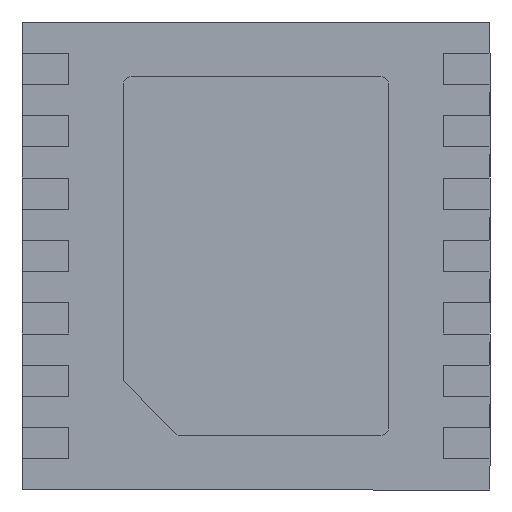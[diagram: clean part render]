
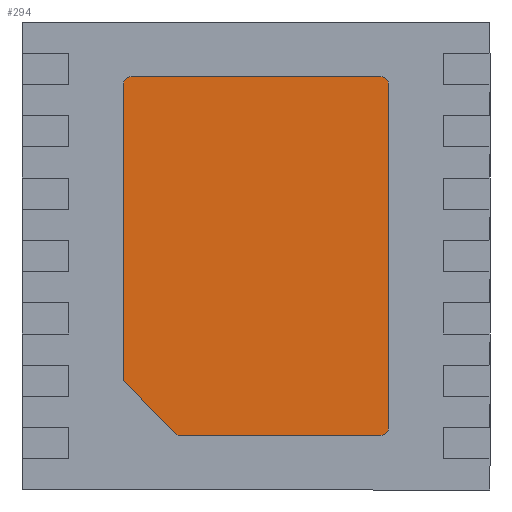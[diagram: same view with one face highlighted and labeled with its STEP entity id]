
A CAD part, front view. The second image highlights one B-rep face of the part: STEP entity #294.
In plain terms, the highlighted planar face has unit normal (0, -1, 0).
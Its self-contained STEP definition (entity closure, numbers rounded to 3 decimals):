
#94 = EDGE_CURVE ( 'NONE', #3481, #4448, #1001, .T. ) ;
#176 = CARTESIAN_POINT ( 'NONE',  ( 0.8, 0., -1.15 ) ) ;
#226 = CARTESIAN_POINT ( 'NONE',  ( 0., 0., 0. ) ) ;
#232 = LINE ( 'NONE', #2015, #1894 ) ;
#294 = ADVANCED_FACE ( 'NONE', ( #2910 ), #4087, .T. ) ;
#450 = ORIENTED_EDGE ( 'NONE', *, *, #94, .T. ) ;
#562 = AXIS2_PLACEMENT_3D ( 'NONE', #5073, #3640, #4040 ) ;
#616 = DIRECTION ( 'NONE',  ( 0., -1., 0. ) ) ;
#653 = CARTESIAN_POINT ( 'NONE',  ( 0.8, 0., 1.15 ) ) ;
#689 = ORIENTED_EDGE ( 'NONE', *, *, #4583, .T. ) ;
#917 = AXIS2_PLACEMENT_3D ( 'NONE', #4285, #4468, #4655 ) ;
#965 = DIRECTION ( 'NONE',  ( 0., 0., -1. ) ) ;
#1001 = LINE ( 'NONE', #2606, #2692 ) ;
#1009 = LINE ( 'NONE', #1089, #1017 ) ;
#1017 = VECTOR ( 'NONE', #2166, 1000. ) ;
#1037 = AXIS2_PLACEMENT_3D ( 'NONE', #2774, #5069, #3147 ) ;
#1089 = CARTESIAN_POINT ( 'NONE',  ( -0.825, 0., -0.825 ) ) ;
#1144 = CIRCLE ( 'NONE', #917, 0.05 ) ;
#1204 = CIRCLE ( 'NONE', #1037, 0.05 ) ;
#1225 = DIRECTION ( 'NONE',  ( 0., 0., -1. ) ) ;
#1380 = VERTEX_POINT ( 'NONE', #3797 ) ;
#1432 = ORIENTED_EDGE ( 'NONE', *, *, #2516, .T. ) ;
#1478 = EDGE_CURVE ( 'NONE', #4229, #2539, #3685, .T. ) ;
#1544 = LINE ( 'NONE', #3372, #5066 ) ;
#1894 = VECTOR ( 'NONE', #1225, 1000. ) ;
#1996 = VECTOR ( 'NONE', #2569, 1000. ) ;
#2015 = CARTESIAN_POINT ( 'NONE',  ( -0.85, 0., 1.15 ) ) ;
#2166 = DIRECTION ( 'NONE',  ( 0.707, 0., -0.707 ) ) ;
#2264 = DIRECTION ( 'NONE',  ( 0., 0., 1. ) ) ;
#2477 = ORIENTED_EDGE ( 'NONE', *, *, #4036, .T. ) ;
#2516 = EDGE_CURVE ( 'NONE', #3989, #1380, #1544, .T. ) ;
#2539 = VERTEX_POINT ( 'NONE', #176 ) ;
#2569 = DIRECTION ( 'NONE',  ( 1., 0., 0. ) ) ;
#2606 = CARTESIAN_POINT ( 'NONE',  ( 0.85, 0., 1.15 ) ) ;
#2692 = VECTOR ( 'NONE', #2264, 1000. ) ;
#2756 = CARTESIAN_POINT ( 'NONE',  ( -0.85, 0., 1.1 ) ) ;
#2774 = CARTESIAN_POINT ( 'NONE',  ( -0.8, 0., 1.1 ) ) ;
#2910 = FACE_OUTER_BOUND ( 'NONE', #4308, .T. ) ;
#2940 = EDGE_CURVE ( 'NONE', #4186, #3869, #232, .T. ) ;
#3147 = DIRECTION ( 'NONE',  ( 0., 0., -1. ) ) ;
#3149 = ORIENTED_EDGE ( 'NONE', *, *, #1478, .T. ) ;
#3215 = CARTESIAN_POINT ( 'NONE',  ( 0.85, 0., 1.1 ) ) ;
#3273 = ORIENTED_EDGE ( 'NONE', *, *, #2940, .T. ) ;
#3295 = EDGE_CURVE ( 'NONE', #4448, #3989, #3875, .T. ) ;
#3372 = CARTESIAN_POINT ( 'NONE',  ( 0.85, 0., 1.15 ) ) ;
#3481 = VERTEX_POINT ( 'NONE', #3682 ) ;
#3523 = CARTESIAN_POINT ( 'NONE',  ( -0.5, 0., -1.15 ) ) ;
#3640 = DIRECTION ( 'NONE',  ( 0., -1., 0. ) ) ;
#3644 = CARTESIAN_POINT ( 'NONE',  ( -0.85, 0., -0.8 ) ) ;
#3682 = CARTESIAN_POINT ( 'NONE',  ( 0.85, 0., -1.1 ) ) ;
#3685 = LINE ( 'NONE', #4873, #1996 ) ;
#3722 = DIRECTION ( 'NONE',  ( -1., 0., 0. ) ) ;
#3797 = CARTESIAN_POINT ( 'NONE',  ( -0.8, 0., 1.15 ) ) ;
#3869 = VERTEX_POINT ( 'NONE', #3644 ) ;
#3875 = CIRCLE ( 'NONE', #562, 0.05 ) ;
#3989 = VERTEX_POINT ( 'NONE', #653 ) ;
#4036 = EDGE_CURVE ( 'NONE', #3869, #4229, #1009, .T. ) ;
#4040 = DIRECTION ( 'NONE',  ( 0., 0., -1. ) ) ;
#4087 = PLANE ( 'NONE',  #4701 ) ;
#4186 = VERTEX_POINT ( 'NONE', #2756 ) ;
#4223 = ORIENTED_EDGE ( 'NONE', *, *, #4373, .T. ) ;
#4229 = VERTEX_POINT ( 'NONE', #3523 ) ;
#4285 = CARTESIAN_POINT ( 'NONE',  ( 0.8, 0., -1.1 ) ) ;
#4308 = EDGE_LOOP ( 'NONE', ( #1432, #689, #3273, #2477, #3149, #4223, #450, #4723 ) ) ;
#4373 = EDGE_CURVE ( 'NONE', #2539, #3481, #1144, .T. ) ;
#4448 = VERTEX_POINT ( 'NONE', #3215 ) ;
#4468 = DIRECTION ( 'NONE',  ( 0., -1., 0. ) ) ;
#4583 = EDGE_CURVE ( 'NONE', #1380, #4186, #1204, .T. ) ;
#4655 = DIRECTION ( 'NONE',  ( 0., 0., -1. ) ) ;
#4701 = AXIS2_PLACEMENT_3D ( 'NONE', #226, #616, #965 ) ;
#4723 = ORIENTED_EDGE ( 'NONE', *, *, #3295, .T. ) ;
#4873 = CARTESIAN_POINT ( 'NONE',  ( 0.85, 0., -1.15 ) ) ;
#5066 = VECTOR ( 'NONE', #3722, 1000. ) ;
#5069 = DIRECTION ( 'NONE',  ( 0., -1., 0. ) ) ;
#5073 = CARTESIAN_POINT ( 'NONE',  ( 0.8, 0., 1.1 ) ) ;
